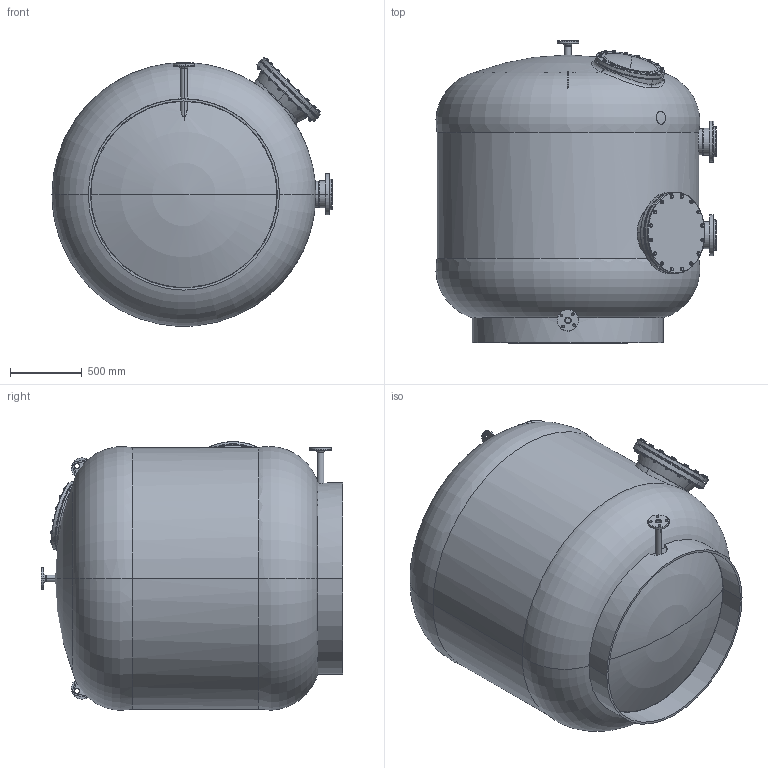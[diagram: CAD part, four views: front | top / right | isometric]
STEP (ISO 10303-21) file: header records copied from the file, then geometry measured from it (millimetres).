
FILE_DESCRIPTION (( 'STEP AP214' ), '1' );
FILE_NAME ('adriatic180c_sb1000.STEP', '2020-11-04T09:22:24', ( '' ), ( '' ), 'SwSTEP 2.0', 'SolidWorks 2019', '' );
FILE_SCHEMA (( 'AUTOMOTIVE_DESIGN' ));
Length unit declared in the file: millimetre
Products named in the file (1): adriatic180c_sb1000
Bounding box: 1947.15 x 2099.06 x 1869.08 mm (x, y, z)
Surface area: 31312329 mm2 (no closed solid volume)
Topology: 0 solids, 131 shells, 1913 faces, 4254 edges, 2603 vertices
Faces by surface type: cone 621, cylinder 617, plane 580, torus 79, sphere 8, bspline 8
Entity records: 103303 total; most frequent: CARTESIAN_POINT 39871, DIRECTION 8376, ORIENTED_EDGE 8360, EDGE_CURVE 4212, AXIS2_PLACEMENT_3D 3602, VERTEX_POINT 2601, EDGE_LOOP 2303, UNCERTAINTY_MEASURE_WITH_UNIT 2030
